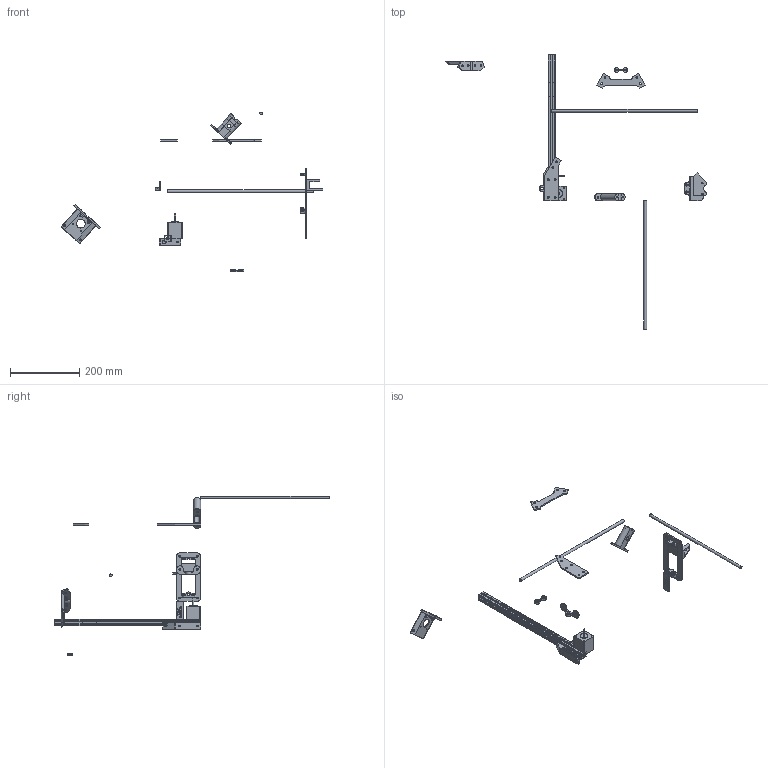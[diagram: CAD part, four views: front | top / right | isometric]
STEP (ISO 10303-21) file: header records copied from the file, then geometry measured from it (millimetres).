
FILE_DESCRIPTION(/* description */ ('Alibre Inc.'),/* implementation_level */ '2;1');
FILE_NAME(/* name */ 'export0',/* time_stamp */ '2011-11-04T17:25:47-07:00',/* author */ (''),/* organization */ (''),/* preprocessor_version */ 'ST-DEVELOPER v12',/* originating_system */ 'Alibre',/* authorisation */ '');
FILE_SCHEMA (('ALIBRE_SCHEMA','CONFIG_CONTROL_DESIGN'));
Length unit declared in the file: centimetre
Products named in the file (18): ID_1
Bounding box: 754.62 x 790 x 460.58 mm (x, y, z)
Volume: 492817.8 mm3; surface area: 322927 mm2
Topology: 17 solids, 18 shells, 776 faces, 2091 edges, 1390 vertices
Faces by surface type: plane 433, cylinder 173, bspline 166, torus 2, sphere 2
Full cylindrical faces by diameter (mm): 2.261 x4, 3.5 x6, 4.2 x3, 4.5 x4, 5 x2, 5.5 x37, 8 x3, 8.5 x2, 10 x3, 11 x1, 19 x1, 22 x1, 25 x1
Entity records: 60206 total; most frequent: CARTESIAN_POINT 10588, DIRECTION 4352, ORIENTED_EDGE 4002, REFERENCEDEPENDENTUV 2681, VECTOR 2275, EDGE_CURVE 2001, PERSISTANTTOPOLOGYATTRIBUTE 1992, CONSTRAINTPAIRUV 1981
